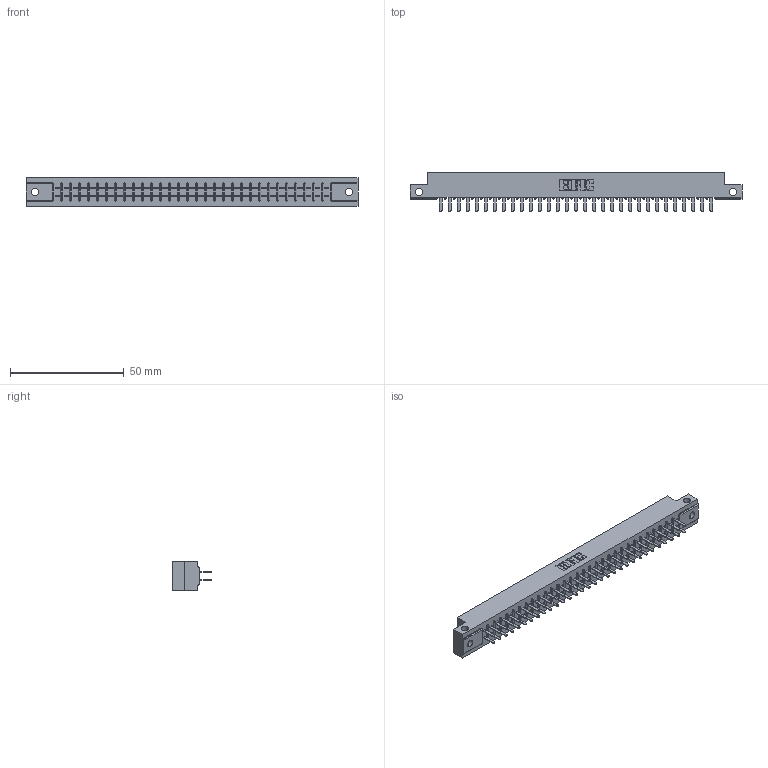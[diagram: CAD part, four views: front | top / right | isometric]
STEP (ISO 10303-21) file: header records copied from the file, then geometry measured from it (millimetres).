
FILE_DESCRIPTION (( 'STEP AP203' ), '1' );
FILE_NAME ('305-062-520-512.STEP', '2020-09-19T23:34:39', ( '' ), ( '' ), 'SwSTEP 2.0', 'SolidWorks 2020', '' );
FILE_SCHEMA (( 'CONFIG_CONTROL_DESIGN' ));
Length unit declared in the file: inch
Products named in the file (3): 305-062-520-512; 305-290-001_520; 305 Part_.128 Dia
Assembly tree (63 placements, depth 2):
  305-062-520-512
    305 Part_.128 Dia
    305-290-001_520  x62
Bounding box: 145.85 x 17.09 x 12.7 mm (x, y, z)
Volume: 14512.9 mm3; surface area: 19028.1 mm2
Topology: 63 solids, 63 shells, 2980 faces, 8505 edges, 5498 vertices
Faces by surface type: plane 1742, cylinder 1114, sphere 124
Entity records: 35190 total; most frequent: CARTESIAN_POINT 5871, ORIENTED_EDGE 5782, DIRECTION 5627, EDGE_CURVE 2891, VECTOR 2311, LINE 2311, VERTEX_POINT 1838, AXIS2_PLACEMENT_3D 1658
